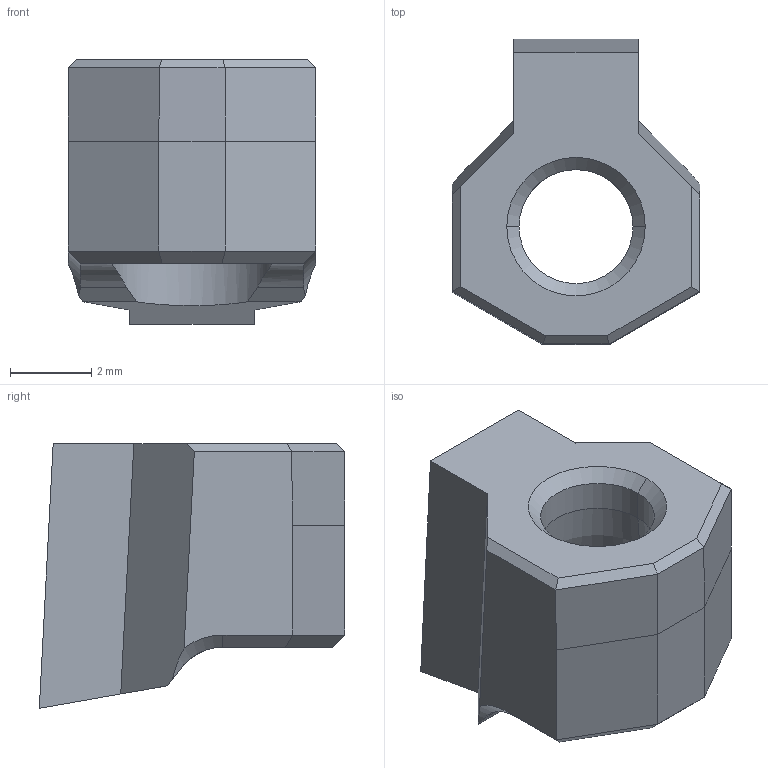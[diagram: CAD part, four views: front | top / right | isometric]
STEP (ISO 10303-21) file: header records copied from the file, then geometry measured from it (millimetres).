
FILE_DESCRIPTION (( 'STEP AP203' ), '1' );
FILE_NAME ('IN-3-D10.STEP', '2023-07-17T08:56:00', ( 'TECNICO' ), ( '' ), 'SwSTEP 2.0', 'SolidWorks 2020', '' );
FILE_SCHEMA (( 'CONFIG_CONTROL_DESIGN' ));
Length unit declared in the file: millimetre
Products named in the file (1): IN-3-D10
Bounding box: 6.08 x 7.5 x 6.5 mm (x, y, z)
Volume: 132.7 mm3; surface area: 231.3 mm2
Topology: 1 solids, 1 shells, 40 faces, 99 edges, 60 vertices
Faces by surface type: plane 28, cylinder 6, cone 4, torus 2
Entity records: 1255 total; most frequent: CARTESIAN_POINT 239, ORIENTED_EDGE 198, DIRECTION 189, EDGE_CURVE 99, LINE 73, VECTOR 73, VERTEX_POINT 60, AXIS2_PLACEMENT_3D 58
